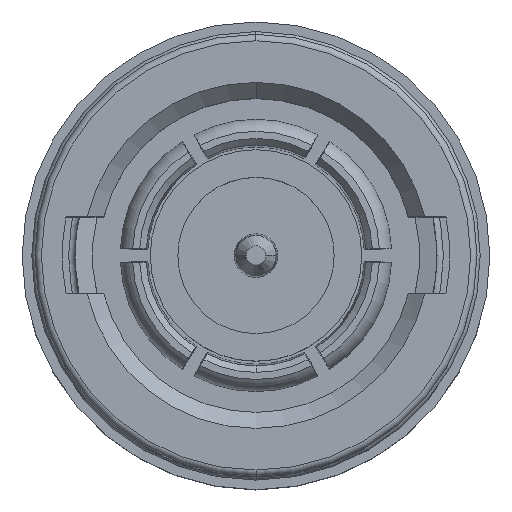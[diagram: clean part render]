
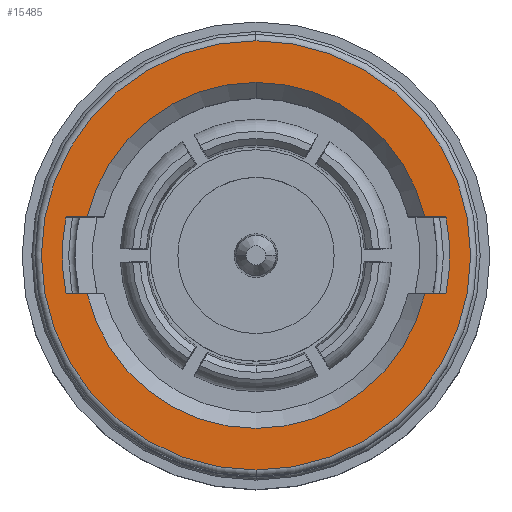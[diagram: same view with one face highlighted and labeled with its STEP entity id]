
A CAD part, top view. The second image highlights one B-rep face of the part: STEP entity #15485.
In plain terms, the highlighted planar face has unit normal (0, 0, 1).
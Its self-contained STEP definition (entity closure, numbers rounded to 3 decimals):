
#83 = ORIENTED_EDGE ( 'NONE', *, *, #6117, .F. ) ;
#214 = CARTESIAN_POINT ( 'NONE',  ( 5.93, -1.2, 0.725 ) ) ;
#281 = FACE_BOUND ( 'NONE', #1728, .T. ) ;
#951 = CARTESIAN_POINT ( 'NONE',  ( 0., 0., 0.725 ) ) ;
#1003 = DIRECTION ( 'NONE',  ( -1., 0., 0. ) ) ;
#1325 = DIRECTION ( 'NONE',  ( 0., -1., 0. ) ) ;
#1341 = CARTESIAN_POINT ( 'NONE',  ( -5.265, -1.2, 0.725 ) ) ;
#1441 = DIRECTION ( 'NONE',  ( 0., 0., 1. ) ) ;
#1500 = VECTOR ( 'NONE', #10887, 1000. ) ;
#1728 = EDGE_LOOP ( 'NONE', ( #2340, #4766, #10190, #7620, #7730, #10791, #10502, #12616, #83 ) ) ;
#1925 = CARTESIAN_POINT ( 'NONE',  ( 4.751, 1.2, 0.725 ) ) ;
#2210 = CARTESIAN_POINT ( 'NONE',  ( 5.265, 1.2, 0.725 ) ) ;
#2264 = AXIS2_PLACEMENT_3D ( 'NONE', #951, #10237, #2268 ) ;
#2268 = DIRECTION ( 'NONE',  ( 0., 1., 0. ) ) ;
#2340 = ORIENTED_EDGE ( 'NONE', *, *, #14478, .F. ) ;
#2765 = VECTOR ( 'NONE', #1003, 1000. ) ;
#3222 = VERTEX_POINT ( 'NONE', #214 ) ;
#3531 = CARTESIAN_POINT ( 'NONE',  ( 0., 0., 0.725 ) ) ;
#3705 = PLANE ( 'NONE',  #15990 ) ;
#3715 = EDGE_CURVE ( 'NONE', #4109, #15792, #6854, .T. ) ;
#3718 = CARTESIAN_POINT ( 'NONE',  ( -5.93, 1.2, 0.725 ) ) ;
#3758 = DIRECTION ( 'NONE',  ( 0., 0., -1. ) ) ;
#3899 = DIRECTION ( 'NONE',  ( 1., 0., 0. ) ) ;
#4025 = AXIS2_PLACEMENT_3D ( 'NONE', #3531, #12851, #4860 ) ;
#4109 = VERTEX_POINT ( 'NONE', #6558 ) ;
#4507 = CARTESIAN_POINT ( 'NONE',  ( 0., -6.7, 0.725 ) ) ;
#4677 = CIRCLE ( 'NONE', #7846, 6.05 ) ;
#4727 = CARTESIAN_POINT ( 'NONE',  ( 0., 0., 0.725 ) ) ;
#4766 = ORIENTED_EDGE ( 'NONE', *, *, #7944, .F. ) ;
#4860 = DIRECTION ( 'NONE',  ( 0., -1., 0. ) ) ;
#5261 = DIRECTION ( 'NONE',  ( 0., 0., 1. ) ) ;
#5874 = EDGE_LOOP ( 'NONE', ( #17253, #9639 ) ) ;
#6055 = DIRECTION ( 'NONE',  ( 0., 1., 0. ) ) ;
#6093 = VERTEX_POINT ( 'NONE', #6476 ) ;
#6117 = EDGE_CURVE ( 'NONE', #17304, #9867, #15862, .T. ) ;
#6233 = EDGE_CURVE ( 'NONE', #9859, #3222, #9009, .T. ) ;
#6476 = CARTESIAN_POINT ( 'NONE',  ( 0., 5.4, 0.725 ) ) ;
#6558 = CARTESIAN_POINT ( 'NONE',  ( 0., 6.7, 0.725 ) ) ;
#6633 = CARTESIAN_POINT ( 'NONE',  ( 5.93, 1.2, 0.725 ) ) ;
#6854 = CIRCLE ( 'NONE', #10785, 6.7 ) ;
#6955 = CARTESIAN_POINT ( 'NONE',  ( 0., 0., 0.725 ) ) ;
#7150 = CIRCLE ( 'NONE', #13524, 5.4 ) ;
#7427 = DIRECTION ( 'NONE',  ( -1., 0., 0. ) ) ;
#7620 = ORIENTED_EDGE ( 'NONE', *, *, #13703, .F. ) ;
#7730 = ORIENTED_EDGE ( 'NONE', *, *, #16418, .F. ) ;
#7829 = EDGE_CURVE ( 'NONE', #9867, #9859, #7150, .T. ) ;
#7846 = AXIS2_PLACEMENT_3D ( 'NONE', #6955, #16255, #8300 ) ;
#7929 = CARTESIAN_POINT ( 'NONE',  ( -5.265, 1.2, 0.725 ) ) ;
#7944 = EDGE_CURVE ( 'NONE', #11948, #10745, #13400, .T. ) ;
#8079 = AXIS2_PLACEMENT_3D ( 'NONE', #13264, #5261, #14581 ) ;
#8168 = LINE ( 'NONE', #1925, #15235 ) ;
#8300 = DIRECTION ( 'NONE',  ( 0., -1., 0. ) ) ;
#8393 = VECTOR ( 'NONE', #3899, 1000. ) ;
#9009 = LINE ( 'NONE', #16190, #1500 ) ;
#9303 = DIRECTION ( 'NONE',  ( 0., 0., 1. ) ) ;
#9410 = CARTESIAN_POINT ( 'NONE',  ( 0., 0., 0.725 ) ) ;
#9639 = ORIENTED_EDGE ( 'NONE', *, *, #3715, .T. ) ;
#9769 = VERTEX_POINT ( 'NONE', #6633 ) ;
#9859 = VERTEX_POINT ( 'NONE', #10680 ) ;
#9867 = VERTEX_POINT ( 'NONE', #1341 ) ;
#10190 = ORIENTED_EDGE ( 'NONE', *, *, #13820, .F. ) ;
#10237 = DIRECTION ( 'NONE',  ( 0., 0., 1. ) ) ;
#10439 = CIRCLE ( 'NONE', #2264, 6.05 ) ;
#10456 = FACE_OUTER_BOUND ( 'NONE', #5874, .T. ) ;
#10476 = CIRCLE ( 'NONE', #15193, 5.4 ) ;
#10502 = ORIENTED_EDGE ( 'NONE', *, *, #6233, .F. ) ;
#10680 = CARTESIAN_POINT ( 'NONE',  ( 5.265, -1.2, 0.725 ) ) ;
#10737 = DIRECTION ( 'NONE',  ( 0., 1., 0. ) ) ;
#10745 = VERTEX_POINT ( 'NONE', #3718 ) ;
#10785 = AXIS2_PLACEMENT_3D ( 'NONE', #17301, #9303, #1325 ) ;
#10791 = ORIENTED_EDGE ( 'NONE', *, *, #16502, .F. ) ;
#10887 = DIRECTION ( 'NONE',  ( 1., 0., 0. ) ) ;
#11157 = CIRCLE ( 'NONE', #4025, 6.7 ) ;
#11246 = CARTESIAN_POINT ( 'NONE',  ( -5.93, -1.2, 0.725 ) ) ;
#11736 = CARTESIAN_POINT ( 'NONE',  ( 0., 0., 0.725 ) ) ;
#11812 = CARTESIAN_POINT ( 'NONE',  ( -4.751, 1.2, 0.725 ) ) ;
#11948 = VERTEX_POINT ( 'NONE', #7929 ) ;
#12168 = CIRCLE ( 'NONE', #8079, 5.4 ) ;
#12616 = ORIENTED_EDGE ( 'NONE', *, *, #7829, .F. ) ;
#12851 = DIRECTION ( 'NONE',  ( 0., 0., 1. ) ) ;
#13039 = VERTEX_POINT ( 'NONE', #2210 ) ;
#13093 = DIRECTION ( 'NONE',  ( 0., -1., 0. ) ) ;
#13264 = CARTESIAN_POINT ( 'NONE',  ( 0., 0., 0.725 ) ) ;
#13400 = LINE ( 'NONE', #11812, #2765 ) ;
#13524 = AXIS2_PLACEMENT_3D ( 'NONE', #4727, #14047, #6055 ) ;
#13703 = EDGE_CURVE ( 'NONE', #13039, #6093, #12168, .T. ) ;
#13820 = EDGE_CURVE ( 'NONE', #6093, #11948, #10476, .T. ) ;
#14047 = DIRECTION ( 'NONE',  ( 0., 0., 1. ) ) ;
#14264 = EDGE_CURVE ( 'NONE', #15792, #4109, #11157, .T. ) ;
#14478 = EDGE_CURVE ( 'NONE', #10745, #17304, #4677, .T. ) ;
#14558 = CARTESIAN_POINT ( 'NONE',  ( -4.751, -1.2, 0.725 ) ) ;
#14581 = DIRECTION ( 'NONE',  ( 0., 1., 0. ) ) ;
#15193 = AXIS2_PLACEMENT_3D ( 'NONE', #9410, #1441, #10737 ) ;
#15235 = VECTOR ( 'NONE', #7427, 1000. ) ;
#15485 = ADVANCED_FACE ( 'NONE', ( #10456, #281 ), #3705, .F. ) ;
#15792 = VERTEX_POINT ( 'NONE', #4507 ) ;
#15862 = LINE ( 'NONE', #14558, #8393 ) ;
#15990 = AXIS2_PLACEMENT_3D ( 'NONE', #11736, #3758, #13093 ) ;
#16190 = CARTESIAN_POINT ( 'NONE',  ( 4.751, -1.2, 0.725 ) ) ;
#16255 = DIRECTION ( 'NONE',  ( 0., 0., 1. ) ) ;
#16418 = EDGE_CURVE ( 'NONE', #9769, #13039, #8168, .T. ) ;
#16502 = EDGE_CURVE ( 'NONE', #3222, #9769, #10439, .T. ) ;
#17253 = ORIENTED_EDGE ( 'NONE', *, *, #14264, .T. ) ;
#17301 = CARTESIAN_POINT ( 'NONE',  ( 0., 0., 0.725 ) ) ;
#17304 = VERTEX_POINT ( 'NONE', #11246 ) ;
